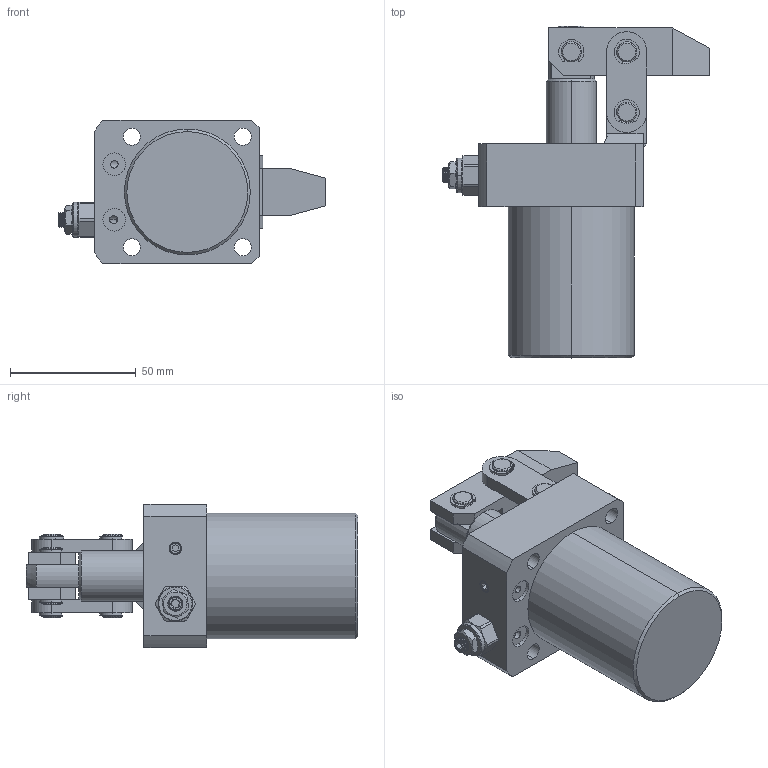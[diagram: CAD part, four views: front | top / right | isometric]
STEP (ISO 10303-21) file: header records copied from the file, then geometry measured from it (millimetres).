
FILE_DESCRIPTION (( 'STEP AP214' ), '1' );
FILE_NAME ('CHLC-FAMT32.STEP', '2019-04-15T00:55:06', ( '' ), ( '' ), 'SwSTEP 2.0', 'SolidWorks 2016', '' );
FILE_SCHEMA (( 'AUTOMOTIVE_DESIGN' ));
Length unit declared in the file: millimetre
Products named in the file (10): CZL10覃厒概; 揤旋; socket set screw flat point_iso_ISO 4026 - M5 x 6-S; CHLC-32-03_1; CHLC-32-08_1; LHC01D-32-01_1; CHLC-32-04_1_1; CHLC-32-02_1; chlc-famT32BT_默认[按加工]; CHLC-FAMT32
Assembly tree (18 placements, depth 2):
  CHLC-FAMT32
    chlc-famT32BT_默认[按加工]
    CHLC-32-02_1
    CHLC-32-04_1_1  x2
    LHC01D-32-01_1  x6
    CHLC-32-08_1
    CHLC-32-03_1  x2
    socket set screw flat point_iso_ISO 4026 - M5 x 6-S  x3
    揤旋
    CZL10覃厒概
Bounding box: 106.31 x 131.8 x 57.01 mm (x, y, z)
Volume: 226636.4 mm3; surface area: 59989.1 mm2
Topology: 23 solids, 23 shells, 848 faces, 2172 edges, 1394 vertices
Faces by surface type: cylinder 355, plane 226, cone 197, bspline 70
Entity records: 35252 total; most frequent: CARTESIAN_POINT 16570, ORIENTED_EDGE 2894, DIRECTION 2686, EDGE_CURVE 1447, AXIS2_PLACEMENT_3D 1054, VERTEX_POINT 930, EDGE_LOOP 639, VECTOR 578
